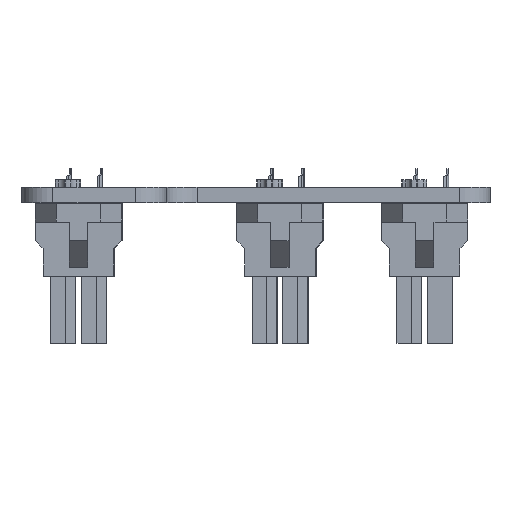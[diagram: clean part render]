
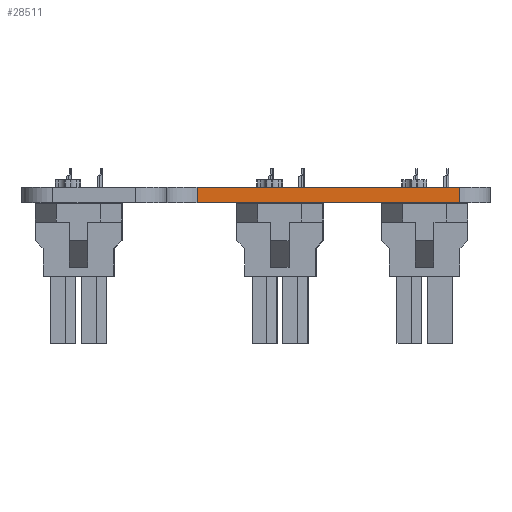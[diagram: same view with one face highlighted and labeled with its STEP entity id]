
A CAD part, left-side view. The second image highlights one B-rep face of the part: STEP entity #28511.
In plain terms, the highlighted planar face has unit normal (-1, 0, 0).
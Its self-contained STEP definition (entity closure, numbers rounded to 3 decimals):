
#26866 = VERTEX_POINT('',#26867);
#26867 = CARTESIAN_POINT('',(-15.75,5.735,0.));
#26874 = EDGE_CURVE('',#26875,#26866,#26877,.T.);
#26875 = VERTEX_POINT('',#26876);
#26876 = CARTESIAN_POINT('',(-15.75,-19.765,0.));
#26877 = LINE('',#26878,#26879);
#26878 = CARTESIAN_POINT('',(-15.75,-19.765,0.));
#26879 = VECTOR('',#26880,1.);
#26880 = DIRECTION('',(0.,1.,0.));
#27624 = VERTEX_POINT('',#27625);
#27625 = CARTESIAN_POINT('',(-15.75,5.735,1.51));
#27632 = EDGE_CURVE('',#27633,#27624,#27635,.T.);
#27633 = VERTEX_POINT('',#27634);
#27634 = CARTESIAN_POINT('',(-15.75,-19.765,1.51));
#27635 = LINE('',#27636,#27637);
#27636 = CARTESIAN_POINT('',(-15.75,-19.765,1.51));
#27637 = VECTOR('',#27638,1.);
#27638 = DIRECTION('',(0.,1.,0.));
#28481 = EDGE_CURVE('',#26866,#27624,#28482,.T.);
#28482 = LINE('',#28483,#28484);
#28483 = CARTESIAN_POINT('',(-15.75,5.735,0.));
#28484 = VECTOR('',#28485,1.);
#28485 = DIRECTION('',(0.,0.,1.));
#28511 = ADVANCED_FACE('',(#28512),#28523,.T.);
#28512 = FACE_BOUND('',#28513,.T.);
#28513 = EDGE_LOOP('',(#28514,#28520,#28521,#28522));
#28514 = ORIENTED_EDGE('',*,*,#28515,.T.);
#28515 = EDGE_CURVE('',#26875,#27633,#28516,.T.);
#28516 = LINE('',#28517,#28518);
#28517 = CARTESIAN_POINT('',(-15.75,-19.765,0.));
#28518 = VECTOR('',#28519,1.);
#28519 = DIRECTION('',(0.,0.,1.));
#28520 = ORIENTED_EDGE('',*,*,#27632,.T.);
#28521 = ORIENTED_EDGE('',*,*,#28481,.F.);
#28522 = ORIENTED_EDGE('',*,*,#26874,.F.);
#28523 = PLANE('',#28524);
#28524 = AXIS2_PLACEMENT_3D('',#28525,#28526,#28527);
#28525 = CARTESIAN_POINT('',(-15.75,-19.765,0.));
#28526 = DIRECTION('',(-1.,0.,0.));
#28527 = DIRECTION('',(0.,1.,0.));
